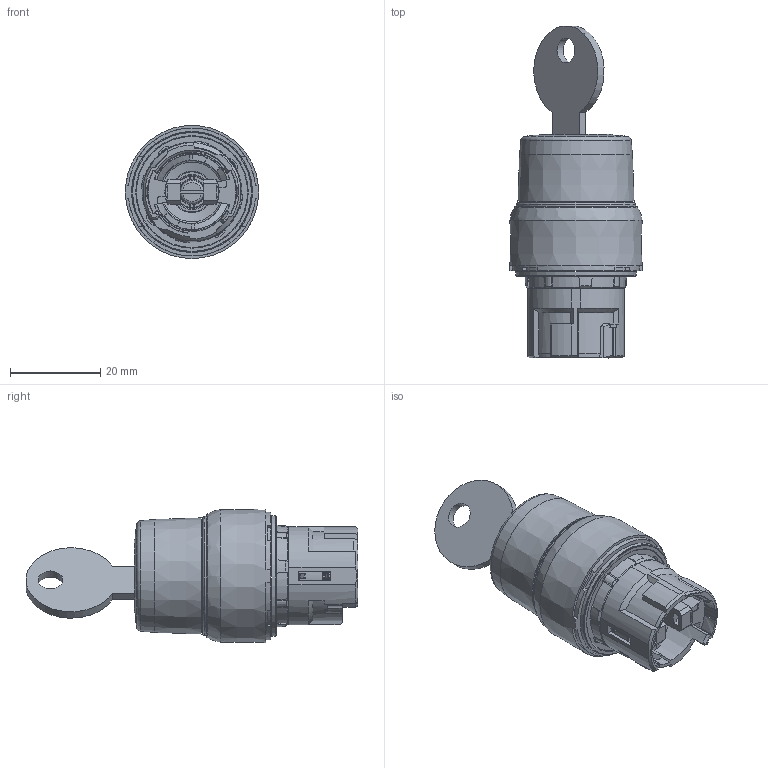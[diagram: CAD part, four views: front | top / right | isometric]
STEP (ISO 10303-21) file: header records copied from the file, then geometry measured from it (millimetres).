
FILE_DESCRIPTION(/* description */ (''),/* implementation_level */ '2;1');
FILE_NAME(/* name */ 'FILE_STP_CAD_DRAWING_LPSS320_CATALOG_prt.stp',/* time_stamp */ '2020-10-16T13:39:57+02:00',/* author */ (''),/* organization */ (''),/* preprocessor_version */ 'ST-DEVELOPER v16.7',/* originating_system */ 'SIEMENS PLM Software NX 12.0',/* authorisation */ '');
FILE_SCHEMA (('AUTOMOTIVE_DESIGN { 1 0 10303 214 3 1 1 1 }'));
Length unit declared in the file: millimetre
Products named in the file (1): LPSS320_CATALOG
Bounding box: 29.48 x 73.46 x 29.46 mm (x, y, z)
Surface area: 9072.3 mm2 (no closed solid volume)
Topology: 0 solids, 12 shells, 502 faces, 1770 edges, 1248 vertices
Faces by surface type: plane 213, cone 100, cylinder 92, bspline 63, torus 21, sphere 8, extrusion 5
Full cylindrical faces by diameter (mm): 5.5 x1, 16 x1, 16.7 x1, 26.4 x1
Entity records: 22791 total; most frequent: CARTESIAN_POINT 8688, ORIENTED_EDGE 2832, DIRECTION 2699, EDGE_CURVE 1724, VERTEX_POINT 1231, AXIS2_PLACEMENT_3D 1027, VECTOR 645, LINE 640
